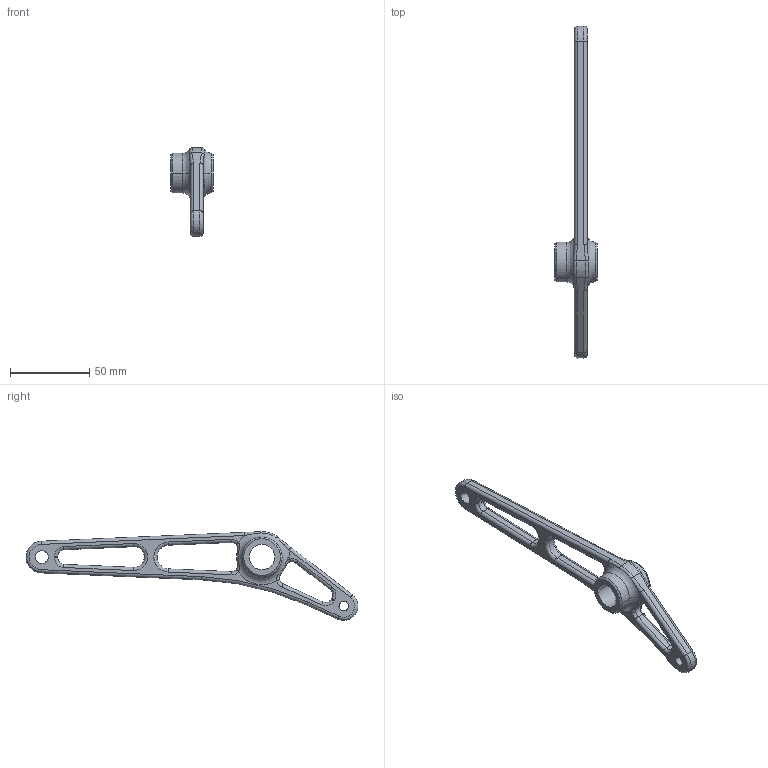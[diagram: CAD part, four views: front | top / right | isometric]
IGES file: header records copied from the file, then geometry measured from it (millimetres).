
Start section: START RECORD GO HERE.
Global section: file name: 9150137_Selecteur_de_vitesse.igs; native system: DASSAULT SYSTEMES CATIA Version 5-6 Release 2012 - www.3ds.com; preprocessor: V5-6R2012_5.22.3.119.12-07-2016.09.20; author: U482888; organization: INETPSA; date: 20171116.194124; units: millimetre
Bounding box: 27 x 209.09 x 55.86 mm (x, y, z)
Surface area: 14632.8 mm2 (no closed solid volume)
Topology: 0 solids, 0 shells, 118 faces, 568 edges, 568 vertices
Faces by surface type: revolution 92, plane 14, bspline 12
